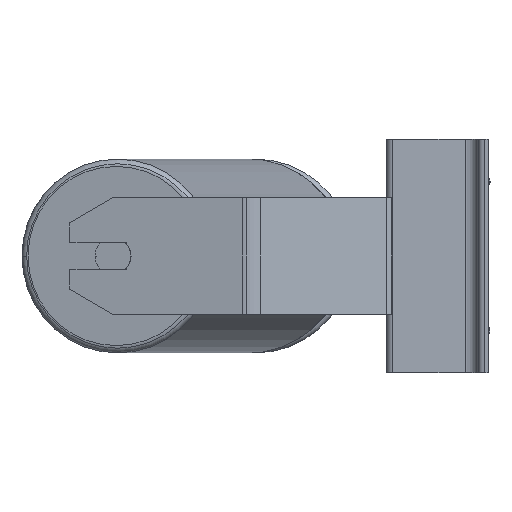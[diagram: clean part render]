
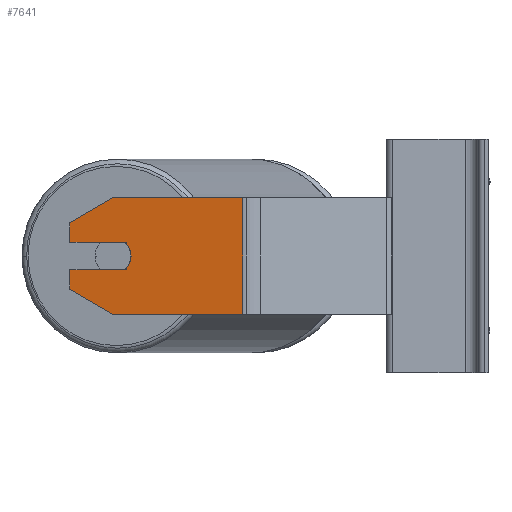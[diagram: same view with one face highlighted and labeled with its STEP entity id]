
A CAD part, left-side view. The second image highlights one B-rep face of the part: STEP entity #7641.
In plain terms, the highlighted planar face has unit normal (-0.985, 0.174, 0).
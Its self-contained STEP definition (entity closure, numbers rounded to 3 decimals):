
#42 = EDGE_CURVE ( 'NONE', #3395, #8571, #1747, .T. ) ;
#49 = EDGE_CURVE ( 'NONE', #766, #7613, #6627, .T. ) ;
#63 = DIRECTION ( 'NONE',  ( 0.985, -0.174, 0. ) ) ;
#191 = LINE ( 'NONE', #10036, #1663 ) ;
#294 = EDGE_CURVE ( 'NONE', #4950, #8571, #1076, .T. ) ;
#295 = VECTOR ( 'NONE', #9905, 1000. ) ;
#358 = CARTESIAN_POINT ( 'NONE',  ( -831.376, 228.245, -9.5 ) ) ;
#453 = CARTESIAN_POINT ( 'NONE',  ( -836.586, 198.701, 0. ) ) ;
#530 = VECTOR ( 'NONE', #1466, 1000. ) ;
#545 = EDGE_CURVE ( 'NONE', #5329, #7613, #1223, .T. ) ;
#546 = CARTESIAN_POINT ( 'NONE',  ( -837.996, 190.7, 9.5 ) ) ;
#741 = CARTESIAN_POINT ( 'NONE',  ( -831.376, 228.245, 9.5 ) ) ;
#762 = VERTEX_POINT ( 'NONE', #8568 ) ;
#766 = VERTEX_POINT ( 'NONE', #546 ) ;
#783 = DIRECTION ( 'NONE',  ( 0.174, 0.985, 0. ) ) ;
#1000 = CARTESIAN_POINT ( 'NONE',  ( -831.376, 228.245, 40. ) ) ;
#1009 = VERTEX_POINT ( 'NONE', #8495 ) ;
#1076 = LINE ( 'NONE', #2870, #10443 ) ;
#1223 = LINE ( 'NONE', #1000, #3450 ) ;
#1456 = ORIENTED_EDGE ( 'NONE', *, *, #294, .F. ) ;
#1465 = CARTESIAN_POINT ( 'NONE',  ( -836.586, 198.701, -40. ) ) ;
#1466 = DIRECTION ( 'NONE',  ( 0.15, 0.853, -0.5 ) ) ;
#1540 = AXIS2_PLACEMENT_3D ( 'NONE', #453, #5595, #3856 ) ;
#1663 = VECTOR ( 'NONE', #2683, 1000. ) ;
#1747 = LINE ( 'NONE', #2556, #10104 ) ;
#1988 = LINE ( 'NONE', #358, #7012 ) ;
#2174 = EDGE_CURVE ( 'NONE', #1009, #4950, #191, .T. ) ;
#2556 = CARTESIAN_POINT ( 'NONE',  ( -831.376, 228.245, -40. ) ) ;
#2683 = DIRECTION ( 'NONE',  ( -0.174, -0.985, 0. ) ) ;
#2788 = EDGE_LOOP ( 'NONE', ( #6709, #10237, #10005, #1456, #10255, #6313, #9846, #4857, #9319, #5813, #7314 ) ) ;
#2814 = LINE ( 'NONE', #7819, #5593 ) ;
#2850 = DIRECTION ( 'NONE',  ( 0., 0., -1. ) ) ;
#2870 = CARTESIAN_POINT ( 'NONE',  ( -852.294, 109.616, 40. ) ) ;
#2953 = VERTEX_POINT ( 'NONE', #5348 ) ;
#3204 = EDGE_CURVE ( 'NONE', #2953, #766, #6853, .T. ) ;
#3351 = CARTESIAN_POINT ( 'NONE',  ( -831.376, 228.245, 40. ) ) ;
#3395 = VERTEX_POINT ( 'NONE', #1465 ) ;
#3450 = VECTOR ( 'NONE', #2850, 1000. ) ;
#3698 = EDGE_CURVE ( 'NONE', #9791, #762, #1988, .T. ) ;
#3856 = DIRECTION ( 'NONE',  ( -0.174, -0.985, 0. ) ) ;
#4073 = FACE_OUTER_BOUND ( 'NONE', #2788, .T. ) ;
#4180 = AXIS2_PLACEMENT_3D ( 'NONE', #10576, #63, #783 ) ;
#4330 = VECTOR ( 'NONE', #6735, 1000. ) ;
#4400 = DIRECTION ( 'NONE',  ( 0., 0., -1. ) ) ;
#4503 = CARTESIAN_POINT ( 'NONE',  ( -852.294, 109.616, 40. ) ) ;
#4700 = CARTESIAN_POINT ( 'NONE',  ( -831.376, 228.245, 22.679 ) ) ;
#4857 = ORIENTED_EDGE ( 'NONE', *, *, #49, .F. ) ;
#4950 = VERTEX_POINT ( 'NONE', #4503 ) ;
#4972 = AXIS2_PLACEMENT_3D ( 'NONE', #5208, #10109, #5379 ) ;
#5208 = CARTESIAN_POINT ( 'NONE',  ( -836.586, 198.701, 0. ) ) ;
#5329 = VERTEX_POINT ( 'NONE', #4700 ) ;
#5348 = CARTESIAN_POINT ( 'NONE',  ( -838.756, 186.391, 0. ) ) ;
#5379 = DIRECTION ( 'NONE',  ( -0.174, -0.985, 0. ) ) ;
#5489 = CARTESIAN_POINT ( 'NONE',  ( -831.376, 228.245, 22.679 ) ) ;
#5549 = LINE ( 'NONE', #5489, #530 ) ;
#5593 = VECTOR ( 'NONE', #6357, 1000. ) ;
#5595 = DIRECTION ( 'NONE',  ( -0.985, 0.174, 0. ) ) ;
#5813 = ORIENTED_EDGE ( 'NONE', *, *, #6263, .F. ) ;
#6263 = EDGE_CURVE ( 'NONE', #762, #2953, #8557, .T. ) ;
#6285 = DIRECTION ( 'NONE',  ( -0.174, -0.985, 0. ) ) ;
#6313 = ORIENTED_EDGE ( 'NONE', *, *, #10048, .T. ) ;
#6357 = DIRECTION ( 'NONE',  ( -0.15, -0.853, -0.5 ) ) ;
#6533 = DIRECTION ( 'NONE',  ( -0.174, -0.985, 0. ) ) ;
#6627 = LINE ( 'NONE', #6665, #295 ) ;
#6665 = CARTESIAN_POINT ( 'NONE',  ( -831.376, 228.245, 9.5 ) ) ;
#6709 = ORIENTED_EDGE ( 'NONE', *, *, #7675, .T. ) ;
#6713 = CARTESIAN_POINT ( 'NONE',  ( -831.376, 228.245, -9.5 ) ) ;
#6735 = DIRECTION ( 'NONE',  ( 0., 0., -1. ) ) ;
#6853 = CIRCLE ( 'NONE', #4972, 12.5 ) ;
#7012 = VECTOR ( 'NONE', #6285, 1000. ) ;
#7270 = CARTESIAN_POINT ( 'NONE',  ( -852.294, 109.616, -40. ) ) ;
#7314 = ORIENTED_EDGE ( 'NONE', *, *, #3698, .F. ) ;
#7613 = VERTEX_POINT ( 'NONE', #741 ) ;
#7641 = ADVANCED_FACE ( 'NONE', ( #4073 ), #9918, .F. ) ;
#7675 = EDGE_CURVE ( 'NONE', #9791, #8628, #9836, .T. ) ;
#7819 = CARTESIAN_POINT ( 'NONE',  ( -836.586, 198.701, -40. ) ) ;
#8495 = CARTESIAN_POINT ( 'NONE',  ( -836.586, 198.701, 40. ) ) ;
#8557 = CIRCLE ( 'NONE', #1540, 12.5 ) ;
#8568 = CARTESIAN_POINT ( 'NONE',  ( -837.996, 190.7, -9.5 ) ) ;
#8571 = VERTEX_POINT ( 'NONE', #7270 ) ;
#8628 = VERTEX_POINT ( 'NONE', #9955 ) ;
#8757 = EDGE_CURVE ( 'NONE', #8628, #3395, #2814, .T. ) ;
#9319 = ORIENTED_EDGE ( 'NONE', *, *, #3204, .F. ) ;
#9791 = VERTEX_POINT ( 'NONE', #6713 ) ;
#9836 = LINE ( 'NONE', #3351, #4330 ) ;
#9846 = ORIENTED_EDGE ( 'NONE', *, *, #545, .T. ) ;
#9905 = DIRECTION ( 'NONE',  ( 0.174, 0.985, 0. ) ) ;
#9918 = PLANE ( 'NONE',  #4180 ) ;
#9955 = CARTESIAN_POINT ( 'NONE',  ( -831.376, 228.245, -22.679 ) ) ;
#10005 = ORIENTED_EDGE ( 'NONE', *, *, #42, .T. ) ;
#10036 = CARTESIAN_POINT ( 'NONE',  ( -831.376, 228.245, 40. ) ) ;
#10048 = EDGE_CURVE ( 'NONE', #1009, #5329, #5549, .T. ) ;
#10104 = VECTOR ( 'NONE', #6533, 1000. ) ;
#10109 = DIRECTION ( 'NONE',  ( -0.985, 0.174, 0. ) ) ;
#10237 = ORIENTED_EDGE ( 'NONE', *, *, #8757, .T. ) ;
#10255 = ORIENTED_EDGE ( 'NONE', *, *, #2174, .F. ) ;
#10443 = VECTOR ( 'NONE', #4400, 1000. ) ;
#10576 = CARTESIAN_POINT ( 'NONE',  ( -831.376, 228.245, 40. ) ) ;
